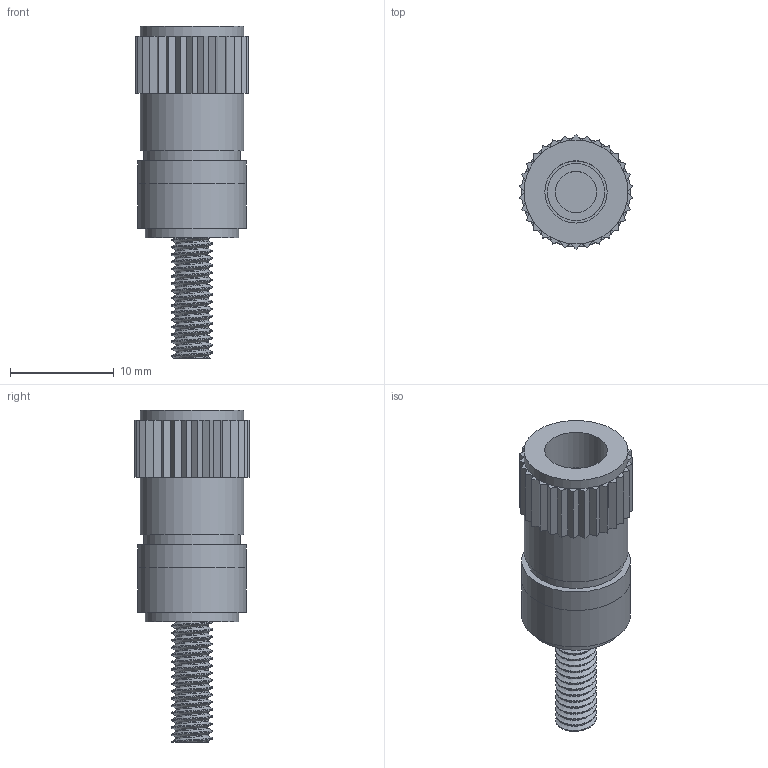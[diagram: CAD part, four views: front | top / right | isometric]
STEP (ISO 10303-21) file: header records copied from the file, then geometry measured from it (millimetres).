
FILE_DESCRIPTION(/* description */ ('','CAx-IF Rec.Pracs.---Representation and Presentation of Product Manufacturing Information (PMI)---4.0---2014-10-13'),/* implementation_level */ '2;1');
FILE_NAME(/* name */ 'Binding Post Yellow.step',/* time_stamp */ '2025-02-06T15:43:06+01:00',/* author */ (''),/* organization */ (''),/* preprocessor_version */ 'ST-DEVELOPER v20',/* originating_system */ 'Autodesk Translation Framework v13.20.0.188',/* authorisation */ '');
FILE_SCHEMA (('AP242_MANAGED_MODEL_BASED_3D_ENGINEERING_MIM_LF { 1 0 10303 442 1 1 4 }'));
Length unit declared in the file: millimetre
Products named in the file (6): Binding Post Yellow; Center Post; Inner Sleeve; Outer Sleeve; M4 washer; Top Sleeve
Assembly tree (5 placements, depth 2):
  Binding Post Yellow
    Center Post
    Inner Sleeve
    Outer Sleeve
    M4 washer
    Top Sleeve
Bounding box: 10.94 x 11 x 32 mm (x, y, z)
Volume: 1472.1 mm3; surface area: 2399.1 mm2
Topology: 5 solids, 5 shells, 142 faces, 376 edges, 250 vertices
Faces by surface type: plane 77, cylinder 62, bspline 2, torus 1
Full cylindrical faces by diameter (mm): 3.111 x9, 3.908 x15, 4 x2, 4.2 x1, 5 x1, 5.5 x1, 6 x1, 7.8 x1, 7.85 x1, 9 x1, 9.3 x1, 10 x2, 10.5 x2
Entity records: 7322 total; most frequent: CARTESIAN_POINT 3756, ORIENTED_EDGE 752, DIRECTION 614, EDGE_CURVE 376, VERTEX_POINT 250, LINE 240, VECTOR 240, AXIS2_PLACEMENT_3D 187
